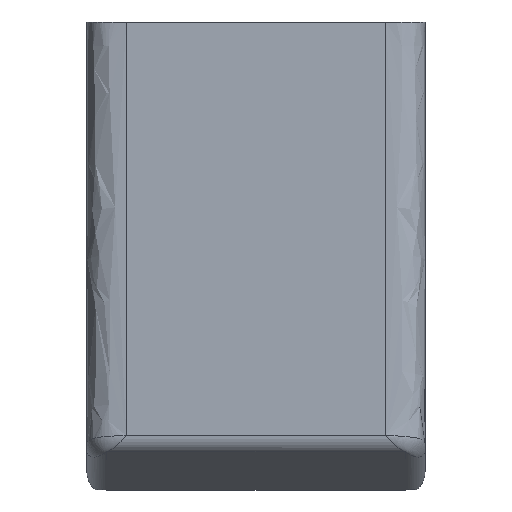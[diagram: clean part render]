
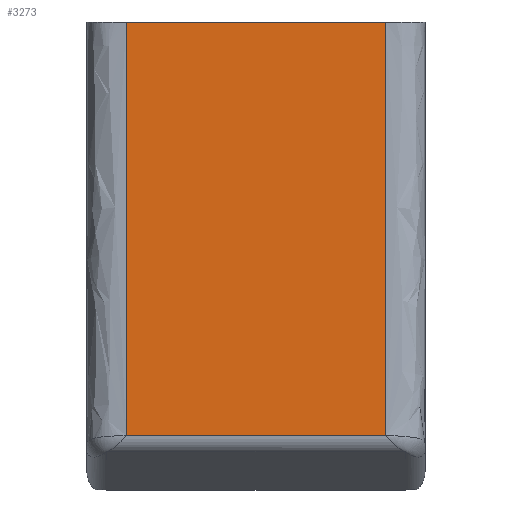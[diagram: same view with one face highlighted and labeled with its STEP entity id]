
A CAD part, top view. The second image highlights one B-rep face of the part: STEP entity #3273.
In plain terms, the highlighted planar face has unit normal (0, 0, 1).
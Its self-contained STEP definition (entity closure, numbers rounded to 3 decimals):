
#429 = VECTOR ( 'NONE', #1885, 1000. ) ;
#643 = CARTESIAN_POINT ( 'NONE',  ( 32.85, 35., 37.5 ) ) ;
#844 = VERTEX_POINT ( 'NONE', #2499 ) ;
#1234 = CARTESIAN_POINT ( 'NONE',  ( 32.85, 35., 37.5 ) ) ;
#1885 = DIRECTION ( 'NONE',  ( 1., 0., 0. ) ) ;
#2318 = AXIS2_PLACEMENT_3D ( 'NONE', #3579, #8481, #5542 ) ;
#2490 = CARTESIAN_POINT ( 'NONE',  ( -32.85, 0.069, 37.5 ) ) ;
#2499 = CARTESIAN_POINT ( 'NONE',  ( -32.85, -69.793, 37.5 ) ) ;
#2693 = CARTESIAN_POINT ( 'NONE',  ( 32.85, -69.793, 37.5 ) ) ;
#3047 = EDGE_CURVE ( 'NONE', #844, #6244, #8852, .T. ) ;
#3196 = DIRECTION ( 'NONE',  ( 1., 0., 0. ) ) ;
#3273 = ADVANCED_FACE ( 'NONE', ( #3618 ), #4261, .T. ) ;
#3579 = CARTESIAN_POINT ( 'NONE',  ( -42.85, -85., 37.5 ) ) ;
#3618 = FACE_OUTER_BOUND ( 'NONE', #5743, .T. ) ;
#3885 = CARTESIAN_POINT ( 'NONE',  ( -42.85, 35., 37.5 ) ) ;
#4193 = ORIENTED_EDGE ( 'NONE', *, *, #5988, .T. ) ;
#4261 = PLANE ( 'NONE',  #2318 ) ;
#4410 = VERTEX_POINT ( 'NONE', #1234 ) ;
#4429 = EDGE_CURVE ( 'NONE', #6244, #4410, #6920, .T. ) ;
#4774 = EDGE_CURVE ( 'NONE', #6531, #4410, #7474, .T. ) ;
#5200 = ORIENTED_EDGE ( 'NONE', *, *, #4429, .T. ) ;
#5366 = CARTESIAN_POINT ( 'NONE',  ( 32.85, -69.793, 37.5 ) ) ;
#5475 = CARTESIAN_POINT ( 'NONE',  ( 32.85, 0.069, 37.5 ) ) ;
#5542 = DIRECTION ( 'NONE',  ( 1., 0., 0. ) ) ;
#5743 = EDGE_LOOP ( 'NONE', ( #4193, #6331, #5200, #5910 ) ) ;
#5910 = ORIENTED_EDGE ( 'NONE', *, *, #4774, .F. ) ;
#5988 = EDGE_CURVE ( 'NONE', #6531, #844, #6367, .T. ) ;
#6244 = VERTEX_POINT ( 'NONE', #5366 ) ;
#6331 = ORIENTED_EDGE ( 'NONE', *, *, #3047, .T. ) ;
#6335 = CARTESIAN_POINT ( 'NONE',  ( -32.85, 35., 37.5 ) ) ;
#6367 = B_SPLINE_CURVE_WITH_KNOTS ( 'NONE', 3,
 ( #7359, #2490, #6694, #6644 ),
 .UNSPECIFIED., .F., .F.,
 ( 4, 4 ),
 ( 0., 0.976 ),
 .UNSPECIFIED. ) ;
#6531 = VERTEX_POINT ( 'NONE', #6335 ) ;
#6644 = CARTESIAN_POINT ( 'NONE',  ( -32.85, -69.793, 37.5 ) ) ;
#6694 = CARTESIAN_POINT ( 'NONE',  ( -32.85, -34.862, 37.5 ) ) ;
#6697 = VECTOR ( 'NONE', #3196, 1000. ) ;
#6920 = B_SPLINE_CURVE_WITH_KNOTS ( 'NONE', 3,
 ( #2693, #7972, #5475, #643 ),
 .UNSPECIFIED., .F., .F.,
 ( 4, 4 ),
 ( 0.024, 1. ),
 .UNSPECIFIED. ) ;
#7359 = CARTESIAN_POINT ( 'NONE',  ( -32.85, 35., 37.5 ) ) ;
#7474 = LINE ( 'NONE', #3885, #6697 ) ;
#7972 = CARTESIAN_POINT ( 'NONE',  ( 32.85, -34.862, 37.5 ) ) ;
#8481 = DIRECTION ( 'NONE',  ( 0., 0., 1. ) ) ;
#8661 = CARTESIAN_POINT ( 'NONE',  ( -42.85, -69.793, 37.5 ) ) ;
#8852 = LINE ( 'NONE', #8661, #429 ) ;
